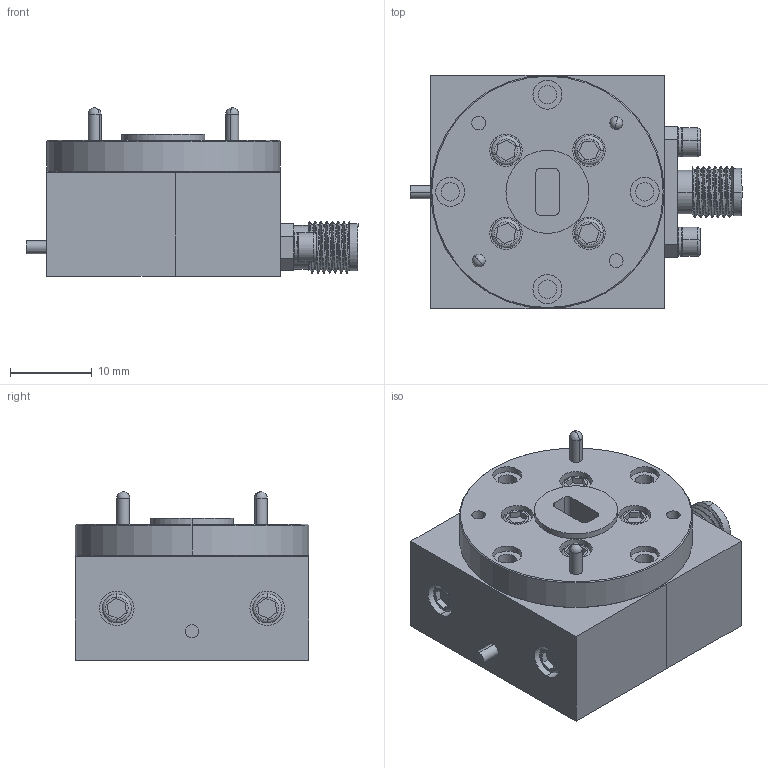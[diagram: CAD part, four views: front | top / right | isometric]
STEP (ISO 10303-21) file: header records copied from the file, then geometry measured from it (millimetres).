
FILE_DESCRIPTION (( 'STEP AP214' ), '1' );
FILE_NAME ('Q-3X Outline Assembly.STEP', '2019-12-13T17:33:15', ( '' ), ( '' ), 'SwSTEP 2.0', 'SolidWorks 2019', '' );
FILE_SCHEMA (( 'AUTOMOTIVE_DESIGN' ));
Length unit declared in the file: millimetre
Products named in the file (11): 2-56_Washer_Split-Lock; 1148 Q-3X Lower RF Block; Guide_Pin; Part1^Q-3X Outline Assembly; 2-56 Socket Head With Split Lock; Female SMA; 1089 Q-3x WR-22 Button Flange; 1147 Q-3X Upper RF Block; Q-3X Outline Assembly; 2-56 SOCKET HEAD SCREW HEAD_1
Assembly tree (19 placements, depth 3):
  Q-3X Outline Assembly
    1089 Q-3x WR-22 Button Flange
    1147 Q-3X Upper RF Block
    1148 Q-3X Lower RF Block
    Guide_Pin  x2
    Female SMA
    2-56 Socket Head With Split Lock
      2-56 SOCKET HEAD SCREW HEAD_1
      2-56_Washer_Split-Lock
    2-56 Socket Head With Split Lock
      2-56 SOCKET HEAD SCREW HEAD_1
      2-56_Washer_Split-Lock
    2-56 SOCKET HEAD SCREW HEAD_1  x6
    Part1^Q-3X Outline Assembly
Bounding box: 40.64 x 28.57 x 20.64 mm (x, y, z)
Volume: 12768 mm3; surface area: 7320.9 mm2
Topology: 17 solids, 17 shells, 375 faces, 864 edges, 550 vertices
Faces by surface type: cylinder 161, plane 155, cone 20, torus 20, bspline 19
Entity records: 8951 total; most frequent: CARTESIAN_POINT 2388, DIRECTION 1276, ORIENTED_EDGE 1116, EDGE_CURVE 558, AXIS2_PLACEMENT_3D 506, VERTEX_POINT 364, EDGE_LOOP 302, LINE 264
